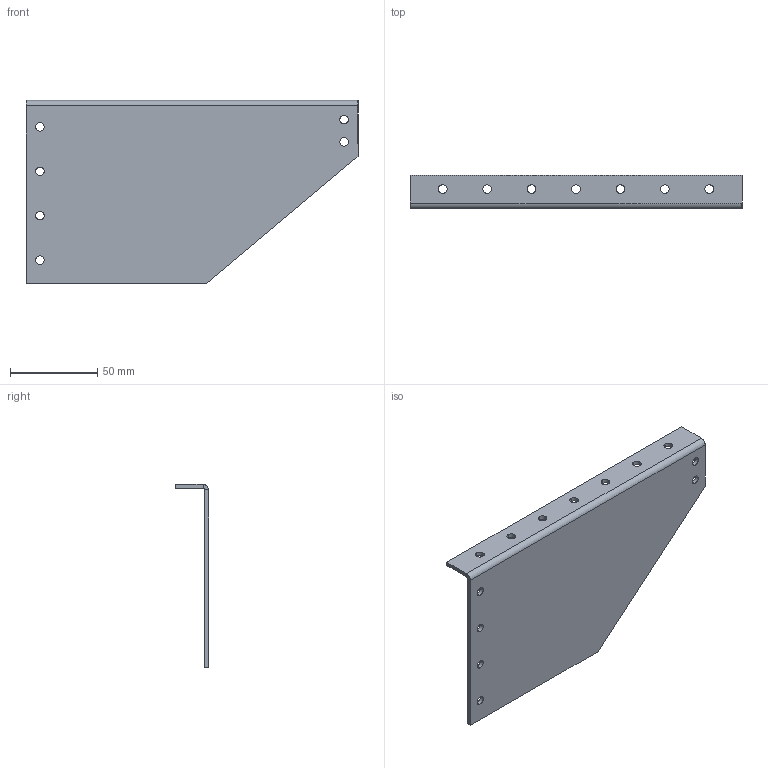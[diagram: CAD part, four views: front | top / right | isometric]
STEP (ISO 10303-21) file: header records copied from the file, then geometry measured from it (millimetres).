
FILE_DESCRIPTION (( 'STEP AP203' ), '1' );
FILE_NAME ('Penthouse_Left_WallSCS.STEP', '2024-12-11T04:18:05', ( '' ), ( '' ), 'SwSTEP 2.0', 'SolidWorks 2024', '' );
FILE_SCHEMA (( 'CONFIG_CONTROL_DESIGN' ));
Length unit declared in the file: millimetre
Products named in the file (1): Penthouse_Left_WallSCS
Bounding box: 189.86 x 19.05 x 104.7 mm (x, y, z)
Volume: 44873.8 mm3; surface area: 40802.3 mm2
Topology: 1 solids, 1 shells, 41 faces, 109 edges, 70 vertices
Faces by surface type: cylinder 28, plane 13
Entity records: 1424 total; most frequent: DIRECTION 249, CARTESIAN_POINT 221, ORIENTED_EDGE 218, EDGE_CURVE 109, AXIS2_PLACEMENT_3D 98, VERTEX_POINT 70, EDGE_LOOP 67, CIRCLE 56
